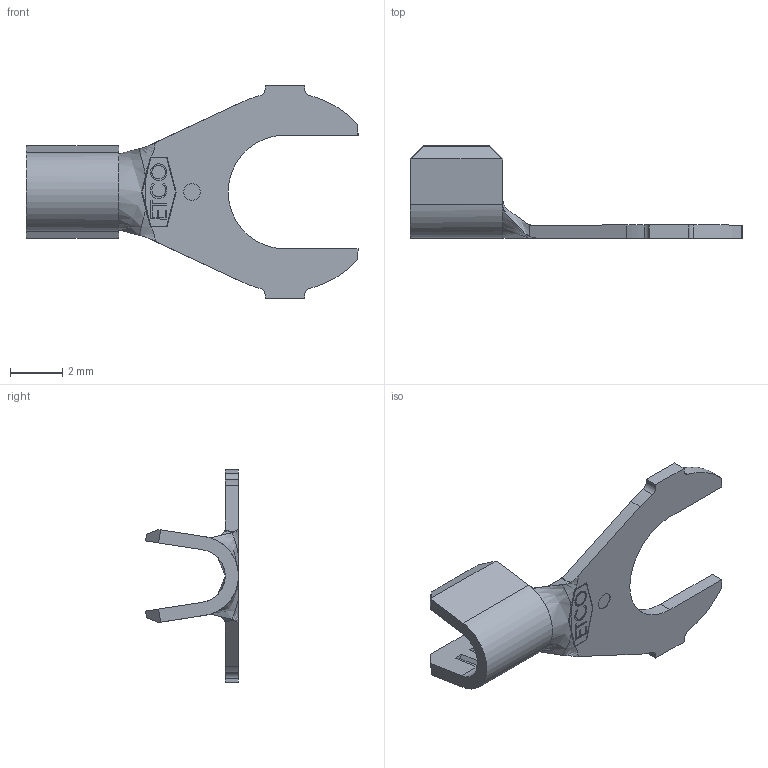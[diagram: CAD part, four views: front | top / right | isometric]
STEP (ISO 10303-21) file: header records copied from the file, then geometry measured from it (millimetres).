
FILE_DESCRIPTION (( 'STEP AP203' ), '1' );
FILE_NAME ('03870.STEP', '2019-12-30T15:24:43', ( 'tempuser' ), ( 'Microsoft' ), 'SwSTEP 2.0', 'SolidWorks 2019', '' );
FILE_SCHEMA (( 'CONFIG_CONTROL_DESIGN' ));
Length unit declared in the file: inch
Products named in the file (1): 03870
Bounding box: 12.7 x 3.56 x 8.13 mm (x, y, z)
Volume: 31.1 mm3; surface area: 154.7 mm2
Topology: 1 solids, 1 shells, 154 faces, 415 edges, 262 vertices
Faces by surface type: plane 97, bspline 32, cylinder 19, cone 6
Entity records: 6490 total; most frequent: CARTESIAN_POINT 2845, ORIENTED_EDGE 814, DIRECTION 610, EDGE_CURVE 407, LINE 280, VECTOR 280, VERTEX_POINT 262, AXIS2_PLACEMENT_3D 165
